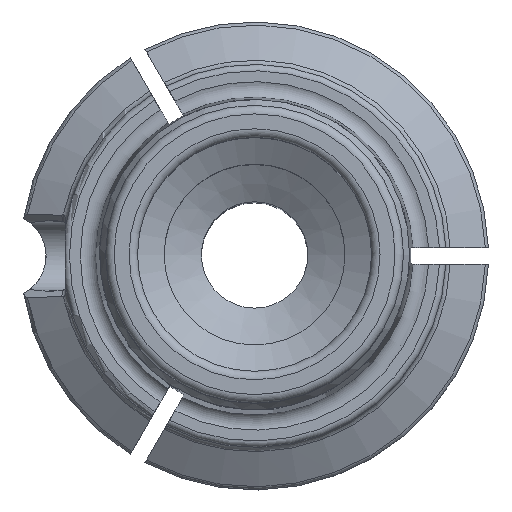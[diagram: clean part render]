
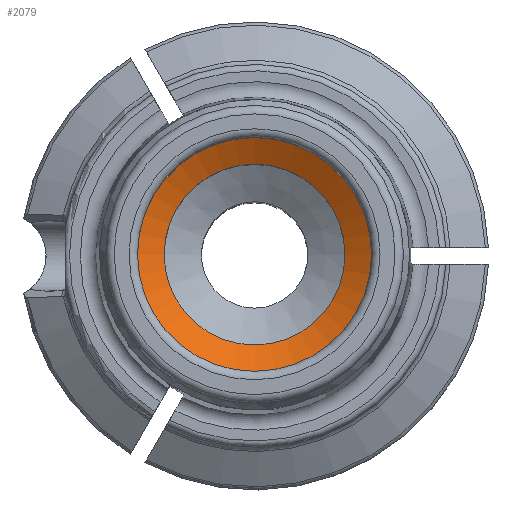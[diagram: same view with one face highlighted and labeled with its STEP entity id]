
A CAD part, top view. The second image highlights one B-rep face of the part: STEP entity #2079.
In plain terms, the highlighted conical face has half-angle 60 degrees and reference radius 5.5 mm.
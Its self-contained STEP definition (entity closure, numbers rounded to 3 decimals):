
#449=ORIENTED_EDGE('',*,*,#877,.F.);
#450=ORIENTED_EDGE('',*,*,#876,.F.);
#876=EDGE_CURVE('',#1084,#1084,#1172,.T.);
#877=EDGE_CURVE('',#1085,#1085,#1173,.T.);
#1084=VERTEX_POINT('',#3142);
#1085=VERTEX_POINT('',#3145);
#1172=CIRCLE('',#2220,5.5);
#1173=CIRCLE('',#2222,4.25);
#1254=EDGE_LOOP('',(#449));
#1255=EDGE_LOOP('',(#450));
#1363=FACE_BOUND('',#1254,.T.);
#1364=FACE_BOUND('',#1255,.T.);
#1441=CONICAL_SURFACE('',#2221,5.5,1.047);
#2079=ADVANCED_FACE('',(#1363,#1364),#1441,.F.);
#2220=AXIS2_PLACEMENT_3D('',#3141,#2529,#2530);
#2221=AXIS2_PLACEMENT_3D('',#3143,#2531,#2532);
#2222=AXIS2_PLACEMENT_3D('',#3144,#2533,#2534);
#2529=DIRECTION('',(0.,0.,-1.));
#2530=DIRECTION('',(-1.,0.,0.));
#2531=DIRECTION('',(0.,0.,1.));
#2532=DIRECTION('',(-1.,0.,0.));
#2533=DIRECTION('',(0.,0.,1.));
#2534=DIRECTION('',(1.,0.,0.));
#3141=CARTESIAN_POINT('',(0.,0.,41.));
#3142=CARTESIAN_POINT('',(-5.5,0.,41.));
#3143=CARTESIAN_POINT('',(0.,0.,41.));
#3144=CARTESIAN_POINT('',(0.,0.,40.278));
#3145=CARTESIAN_POINT('',(4.25,0.,40.278));
